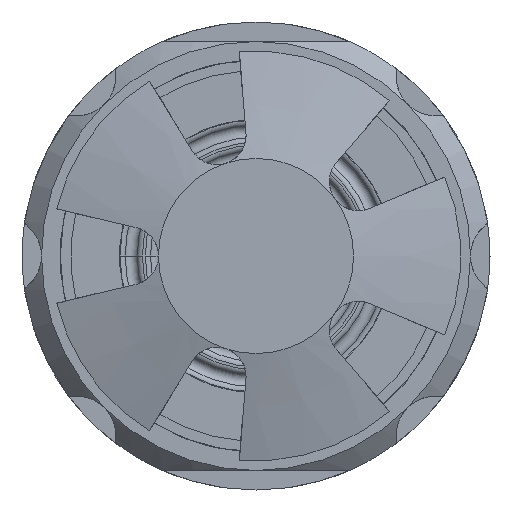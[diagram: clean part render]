
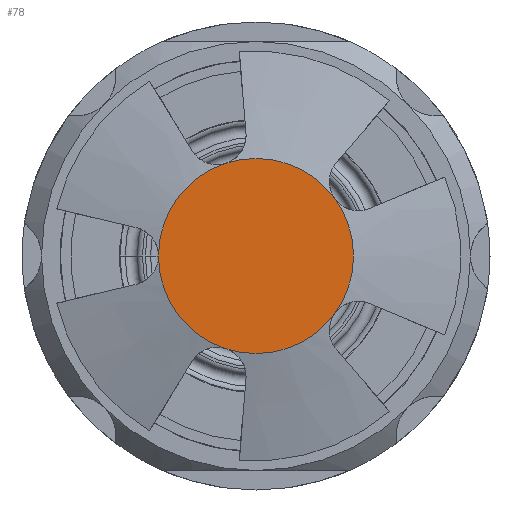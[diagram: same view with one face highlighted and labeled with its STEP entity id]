
A CAD part, front view. The second image highlights one B-rep face of the part: STEP entity #78.
In plain terms, the highlighted planar face has unit normal (0, -1, 0).
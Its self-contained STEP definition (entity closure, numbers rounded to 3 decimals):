
#78 = ADVANCED_FACE ( 'NONE', ( #4049 ), #6110, .T. ) ;
#251 = DIRECTION ( 'NONE',  ( 1., 0., 0. ) ) ;
#288 = CARTESIAN_POINT ( 'NONE',  ( 0., -5., 0. ) ) ;
#391 = VERTEX_POINT ( 'NONE', #4961 ) ;
#677 = DIRECTION ( 'NONE',  ( 0., -1., 0. ) ) ;
#733 = EDGE_CURVE ( 'NONE', #5970, #2957, #4026, .T. ) ;
#780 = DIRECTION ( 'NONE',  ( 0., -1., 0. ) ) ;
#924 = ORIENTED_EDGE ( 'NONE', *, *, #5278, .T. ) ;
#1127 = CARTESIAN_POINT ( 'NONE',  ( 0., -5., 0. ) ) ;
#1254 = CARTESIAN_POINT ( 'NONE',  ( -1.545, -5., -4.755 ) ) ;
#1268 = CARTESIAN_POINT ( 'NONE',  ( -1.545, -5., 4.755 ) ) ;
#1389 = DIRECTION ( 'NONE',  ( 0., -1., 0. ) ) ;
#1590 = AXIS2_PLACEMENT_3D ( 'NONE', #5560, #3479, #251 ) ;
#1743 = CARTESIAN_POINT ( 'NONE',  ( 4.045, -5., -2.939 ) ) ;
#1841 = CARTESIAN_POINT ( 'NONE',  ( 0., -5., 0. ) ) ;
#1895 = DIRECTION ( 'NONE',  ( 1., 0., 0. ) ) ;
#2000 = EDGE_CURVE ( 'NONE', #2957, #4437, #5469, .T. ) ;
#2402 = ORIENTED_EDGE ( 'NONE', *, *, #2000, .T. ) ;
#2564 = EDGE_LOOP ( 'NONE', ( #3749, #4949, #2402, #924, #2657 ) ) ;
#2657 = ORIENTED_EDGE ( 'NONE', *, *, #3773, .T. ) ;
#2745 = DIRECTION ( 'NONE',  ( 1., 0., 0. ) ) ;
#2807 = EDGE_CURVE ( 'NONE', #391, #5970, #3091, .T. ) ;
#2836 = VERTEX_POINT ( 'NONE', #1743 ) ;
#2957 = VERTEX_POINT ( 'NONE', #4973 ) ;
#3091 = CIRCLE ( 'NONE', #6337, 5. ) ;
#3266 = DIRECTION ( 'NONE',  ( 1., 0., 0. ) ) ;
#3373 = AXIS2_PLACEMENT_3D ( 'NONE', #1841, #780, #5973 ) ;
#3479 = DIRECTION ( 'NONE',  ( 0., -1., 0. ) ) ;
#3749 = ORIENTED_EDGE ( 'NONE', *, *, #2807, .T. ) ;
#3773 = EDGE_CURVE ( 'NONE', #2836, #391, #6346, .T. ) ;
#3926 = DIRECTION ( 'NONE',  ( 0., -1., 0. ) ) ;
#4026 = CIRCLE ( 'NONE', #4680, 5. ) ;
#4049 = FACE_OUTER_BOUND ( 'NONE', #2564, .T. ) ;
#4080 = AXIS2_PLACEMENT_3D ( 'NONE', #6473, #1389, #1895 ) ;
#4437 = VERTEX_POINT ( 'NONE', #1254 ) ;
#4680 = AXIS2_PLACEMENT_3D ( 'NONE', #288, #3926, #5920 ) ;
#4949 = ORIENTED_EDGE ( 'NONE', *, *, #733, .T. ) ;
#4961 = CARTESIAN_POINT ( 'NONE',  ( 4.045, -5., 2.939 ) ) ;
#4973 = CARTESIAN_POINT ( 'NONE',  ( -5., -5., 0. ) ) ;
#5040 = AXIS2_PLACEMENT_3D ( 'NONE', #5331, #677, #2745 ) ;
#5278 = EDGE_CURVE ( 'NONE', #4437, #2836, #6345, .T. ) ;
#5331 = CARTESIAN_POINT ( 'NONE',  ( 0., -5., 0. ) ) ;
#5413 = DIRECTION ( 'NONE',  ( 0., -1., 0. ) ) ;
#5469 = CIRCLE ( 'NONE', #5040, 5. ) ;
#5560 = CARTESIAN_POINT ( 'NONE',  ( 0., -5., 0. ) ) ;
#5920 = DIRECTION ( 'NONE',  ( 1., 0., 0. ) ) ;
#5970 = VERTEX_POINT ( 'NONE', #1268 ) ;
#5973 = DIRECTION ( 'NONE',  ( 1., 0., 0. ) ) ;
#6110 = PLANE ( 'NONE',  #3373 ) ;
#6337 = AXIS2_PLACEMENT_3D ( 'NONE', #1127, #5413, #3266 ) ;
#6345 = CIRCLE ( 'NONE', #1590, 5. ) ;
#6346 = CIRCLE ( 'NONE', #4080, 5. ) ;
#6473 = CARTESIAN_POINT ( 'NONE',  ( 0., -5., 0. ) ) ;
